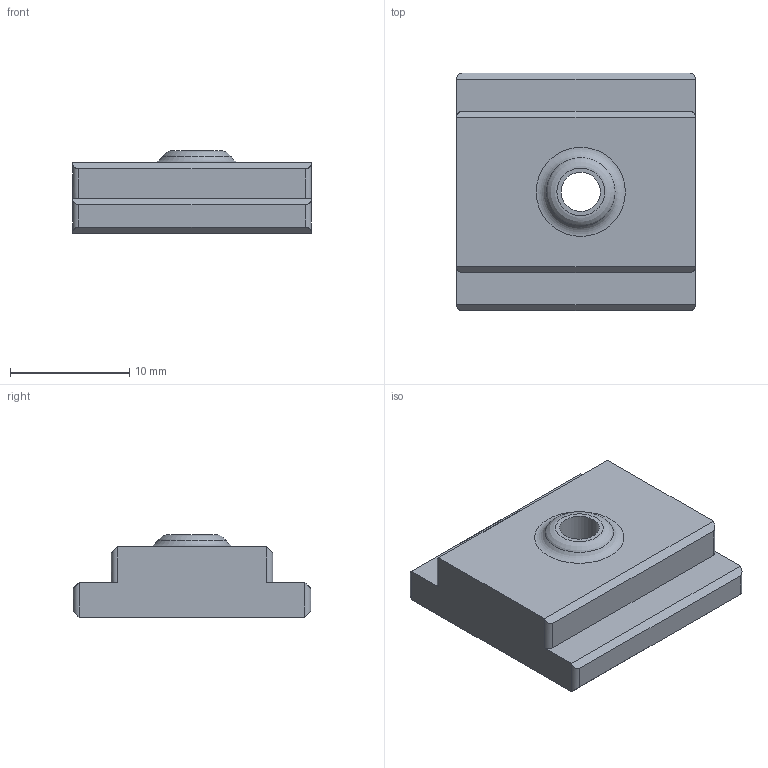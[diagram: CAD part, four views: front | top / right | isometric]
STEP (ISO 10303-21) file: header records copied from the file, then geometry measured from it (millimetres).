
FILE_DESCRIPTION(/* description */ (''),/* implementation_level */ '2;1');
FILE_NAME(/* name */ '12_BT_right.stp',/* time_stamp */ '2024-06-04T15:49:42+02:00',/* author */ ('JN'),/* organization */ (''),/* preprocessor_version */ 'ST-DEVELOPER v18.1',/* originating_system */ 'Autodesk Inventor 2022',/* authorisation */ '');
FILE_SCHEMA (('AUTOMOTIVE_DESIGN { 1 0 10303 214 3 1 1 }'));
Length unit declared in the file: millimetre
Products named in the file (1): Schieber-rechts-v.2
Bounding box: 20 x 19.9 x 6.9 mm (x, y, z)
Volume: 1855.3 mm3; surface area: 1280.7 mm2
Topology: 1 solids, 1 shells, 38 faces, 86 edges, 53 vertices
Faces by surface type: plane 25, cylinder 10, torus 2, cone 1
Full cylindrical faces by diameter (mm): 3.3 x1, 3.4 x1
Entity records: 1107 total; most frequent: DIRECTION 191, CARTESIAN_POINT 178, ORIENTED_EDGE 172, EDGE_CURVE 86, AXIS2_PLACEMENT_3D 66, LINE 59, VECTOR 59, VERTEX_POINT 53
